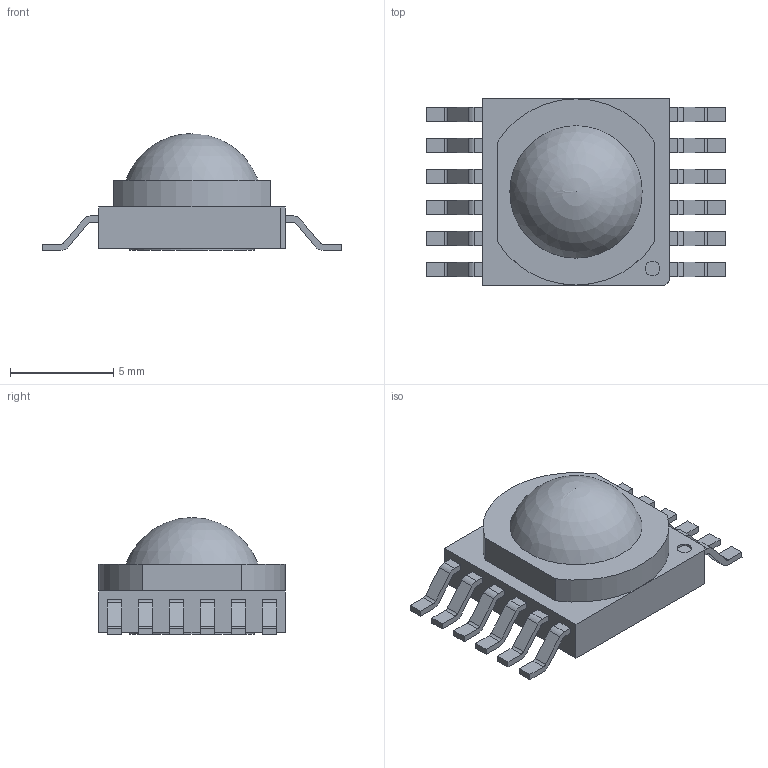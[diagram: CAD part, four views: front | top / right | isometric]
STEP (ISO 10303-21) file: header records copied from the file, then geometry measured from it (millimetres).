
FILE_DESCRIPTION(/* description */ (''),/* implementation_level */ '2;1');
FILE_NAME(/* name */ 'LED_RGBWA+UV.step',/* time_stamp */ '2020-04-13T13:36:19+02:00',/* author */ (''),/* organization */ (''),/* preprocessor_version */ 'ST-DEVELOPER v18',/* originating_system */ 'Autodesk Translation Framework v8.12.0.6',/* authorisation */ '');
FILE_SCHEMA (('AUTOMOTIVE_DESIGN { 1 0 10303 214 3 1 1 }'));
Length unit declared in the file: millimetre
Products named in the file (1): LED_RGBWA+uv
Bounding box: 14.5 x 9 x 5.65 mm (x, y, z)
Volume: 292.1 mm3; surface area: 368.2 mm2
Topology: 1 solids, 1 shells, 174 faces, 473 edges, 315 vertices
Faces by surface type: plane 121, cylinder 52, sphere 1
Full cylindrical faces by diameter (mm): 0.7 x1, 6 x1
Entity records: 5533 total; most frequent: CARTESIAN_POINT 962, ORIENTED_EDGE 944, DIRECTION 931, EDGE_CURVE 472, LINE 363, VECTOR 363, VERTEX_POINT 315, AXIS2_PLACEMENT_3D 284
